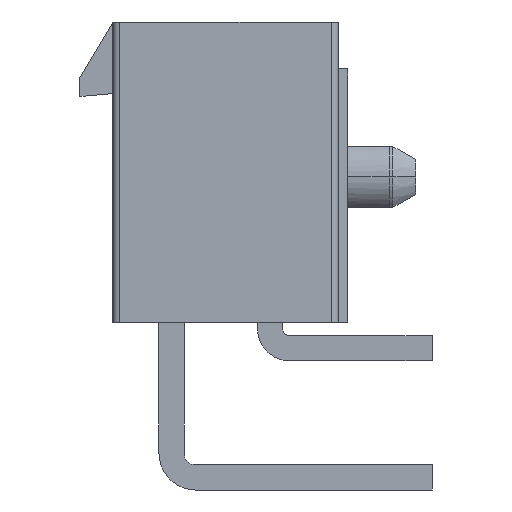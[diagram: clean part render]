
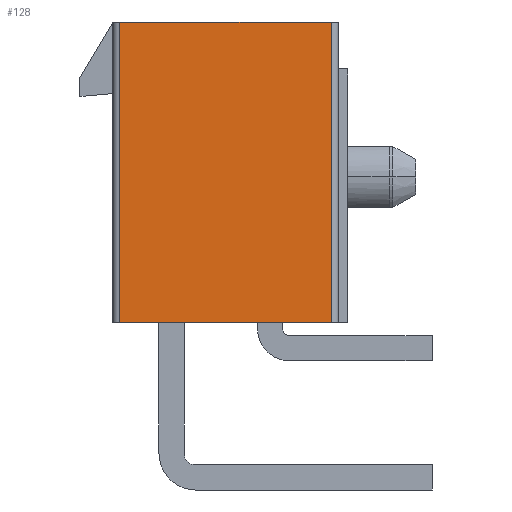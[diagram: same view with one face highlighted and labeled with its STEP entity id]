
A CAD part, left-side view. The second image highlights one B-rep face of the part: STEP entity #128.
In plain terms, the highlighted planar face has unit normal (-1, 0, 0).
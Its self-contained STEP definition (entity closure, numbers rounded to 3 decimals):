
#128=ADVANCED_FACE('',(#695),#696,.T.);
#695=FACE_OUTER_BOUND('',#1767,.T.);
#696=PLANE('',#1768);
#1767=EDGE_LOOP('',(#3026,#3027,#3028,#3029));
#1768=AXIS2_PLACEMENT_3D('',#3030,#3031,#3032);
#3026=ORIENTED_EDGE('',*,*,#6910,.F.);
#3027=ORIENTED_EDGE('',*,*,#6911,.T.);
#3028=ORIENTED_EDGE('',*,*,#6787,.T.);
#3029=ORIENTED_EDGE('',*,*,#6909,.F.);
#3030=CARTESIAN_POINT('',(-21.6,0.4,0.0));
#3031=DIRECTION('',(-1.0,0.0,0.0));
#3032=DIRECTION('',(0.0,0.0,1.0));
#6787=EDGE_CURVE('',#8200,#8198,#8201,.T.);
#6909=EDGE_CURVE('',#8436,#8198,#8438,.T.);
#6910=EDGE_CURVE('',#8439,#8436,#8440,.T.);
#6911=EDGE_CURVE('',#8439,#8200,#8441,.T.);
#8198=VERTEX_POINT('',#10273);
#8200=VERTEX_POINT('',#10275);
#8201=LINE('',#10276,#10277);
#8436=VERTEX_POINT('',#10628);
#8438=LINE('',#10630,#10631);
#8439=VERTEX_POINT('',#10632);
#8440=LINE('',#10633,#10634);
#8441=LINE('',#10635,#10636);
#10273=CARTESIAN_POINT('',(-21.6,9.7,0.0));
#10275=CARTESIAN_POINT('',(-21.6,0.7,0.0));
#10276=CARTESIAN_POINT('',(-21.6,0.7,0.0));
#10277=VECTOR('',#13379,9.0);
#10628=CARTESIAN_POINT('',(-21.6,9.7,-12.8));
#10630=CARTESIAN_POINT('',(-21.6,9.7,-12.8));
#10631=VECTOR('',#13511,12.8);
#10632=CARTESIAN_POINT('',(-21.6,0.7,-12.8));
#10633=CARTESIAN_POINT('',(-21.6,0.7,-12.8));
#10634=VECTOR('',#13512,9.0);
#10635=CARTESIAN_POINT('',(-21.6,0.7,-12.8));
#10636=VECTOR('',#13513,12.8);
#13379=DIRECTION('',(0.0,1.0,0.0));
#13511=DIRECTION('',(0.0,0.0,1.0));
#13512=DIRECTION('',(0.0,1.0,0.0));
#13513=DIRECTION('',(0.0,0.0,1.0));
